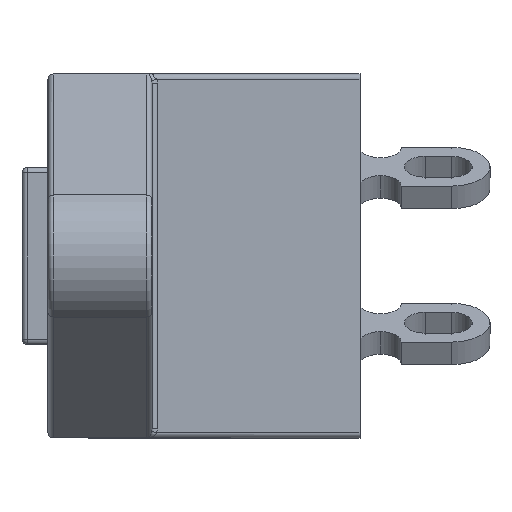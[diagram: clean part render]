
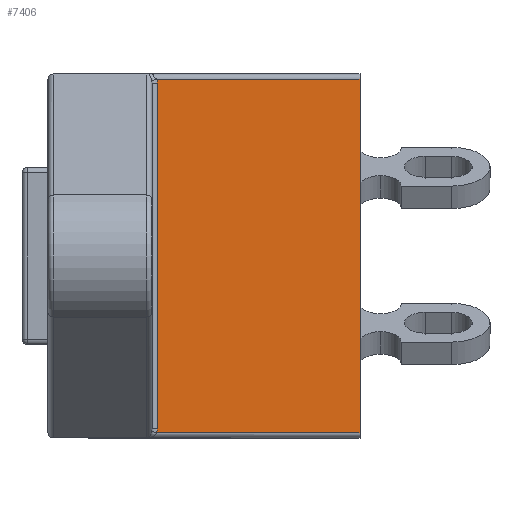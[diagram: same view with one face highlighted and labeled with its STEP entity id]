
A CAD part, left-side view. The second image highlights one B-rep face of the part: STEP entity #7406.
In plain terms, the highlighted planar face has unit normal (-1, 0, 0).
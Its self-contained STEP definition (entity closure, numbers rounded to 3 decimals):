
#162 = EDGE_CURVE ( 'NONE', #6877, #1211, #6398, .T. ) ;
#379 = CARTESIAN_POINT ( 'NONE',  ( -11.5, -8., 6.8 ) ) ;
#487 = ORIENTED_EDGE ( 'NONE', *, *, #5484, .T. ) ;
#610 = VERTEX_POINT ( 'NONE', #379 ) ;
#827 = VERTEX_POINT ( 'NONE', #7829 ) ;
#1042 = LINE ( 'NONE', #5415, #7486 ) ;
#1124 = AXIS2_PLACEMENT_3D ( 'NONE', #8418, #7225, #4436 ) ;
#1211 = VERTEX_POINT ( 'NONE', #2539 ) ;
#1241 = ORIENTED_EDGE ( 'NONE', *, *, #3548, .F. ) ;
#1319 = ORIENTED_EDGE ( 'NONE', *, *, #7377, .T. ) ;
#1431 = VERTEX_POINT ( 'NONE', #2810 ) ;
#1665 = ORIENTED_EDGE ( 'NONE', *, *, #7722, .T. ) ;
#2239 = CARTESIAN_POINT ( 'NONE',  ( -11.5, -0.2, 6.65 ) ) ;
#2268 = CARTESIAN_POINT ( 'NONE',  ( -11.5, -0.2, 6.701 ) ) ;
#2435 = CARTESIAN_POINT ( 'NONE',  ( -11.5, -8., 6.8 ) ) ;
#2472 = CARTESIAN_POINT ( 'NONE',  ( -11.5, -0.179, -6.8 ) ) ;
#2539 = CARTESIAN_POINT ( 'NONE',  ( -11.5, -8., -6.8 ) ) ;
#2614 =( BOUNDED_CURVE ( )  B_SPLINE_CURVE ( 3, ( #3631, #3605, #2268, #2239 ),
 .UNSPECIFIED., .F., .F. ) 
 B_SPLINE_CURVE_WITH_KNOTS ( ( 4, 4 ),
 ( 1.242, 1.571 ),
 .UNSPECIFIED. ) 
 CURVE ( )  GEOMETRIC_REPRESENTATION_ITEM ( )  RATIONAL_B_SPLINE_CURVE ( ( 1., 0.991, 0.991, 1. ) ) 
 REPRESENTATION_ITEM ( '' )  );
#2762 = FACE_OUTER_BOUND ( 'NONE', #6711, .T. ) ;
#2810 = CARTESIAN_POINT ( 'NONE',  ( -11.5, -0.2, -6.65 ) ) ;
#2935 = ORIENTED_EDGE ( 'NONE', *, *, #162, .T. ) ;
#3046 = VECTOR ( 'NONE', #4478, 1000. ) ;
#3380 = CARTESIAN_POINT ( 'NONE',  ( -11.5, -0.179, 6.8 ) ) ;
#3468 = DIRECTION ( 'NONE',  ( 0., 0., -1. ) ) ;
#3548 = EDGE_CURVE ( 'NONE', #610, #1211, #1042, .T. ) ;
#3605 = CARTESIAN_POINT ( 'NONE',  ( -11.5, -0.193, 6.752 ) ) ;
#3631 = CARTESIAN_POINT ( 'NONE',  ( -11.5, -0.179, 6.8 ) ) ;
#3694 = VECTOR ( 'NONE', #4492, 1000. ) ;
#3772 = CARTESIAN_POINT ( 'NONE',  ( -11.5, -8., -6.8 ) ) ;
#4198 = CARTESIAN_POINT ( 'NONE',  ( -11.5, -0.2, -6.768 ) ) ;
#4233 =( BOUNDED_CURVE ( )  B_SPLINE_CURVE ( 3, ( #7141, #5118, #5090, #2472 ),
 .UNSPECIFIED., .F., .F. ) 
 B_SPLINE_CURVE_WITH_KNOTS ( ( 4, 4 ),
 ( 1.571, 1.899 ),
 .UNSPECIFIED. ) 
 CURVE ( )  GEOMETRIC_REPRESENTATION_ITEM ( )  RATIONAL_B_SPLINE_CURVE ( ( 1., 0.991, 0.991, 1. ) ) 
 REPRESENTATION_ITEM ( '' )  );
#4436 = DIRECTION ( 'NONE',  ( 0., 0., -1. ) ) ;
#4478 = DIRECTION ( 'NONE',  ( 0., -1., 0. ) ) ;
#4492 = DIRECTION ( 'NONE',  ( 0., 1., 0. ) ) ;
#4539 = LINE ( 'NONE', #2435, #3694 ) ;
#4613 = ORIENTED_EDGE ( 'NONE', *, *, #5749, .T. ) ;
#4986 = VERTEX_POINT ( 'NONE', #3380 ) ;
#5090 = CARTESIAN_POINT ( 'NONE',  ( -11.5, -0.193, -6.752 ) ) ;
#5118 = CARTESIAN_POINT ( 'NONE',  ( -11.5, -0.2, -6.701 ) ) ;
#5415 = CARTESIAN_POINT ( 'NONE',  ( -11.5, -8., -7. ) ) ;
#5484 = EDGE_CURVE ( 'NONE', #1431, #6877, #4233, .T. ) ;
#5749 = EDGE_CURVE ( 'NONE', #827, #1431, #6695, .T. ) ;
#6398 = LINE ( 'NONE', #3772, #3046 ) ;
#6642 = DIRECTION ( 'NONE',  ( 0., 0., -1. ) ) ;
#6664 = CARTESIAN_POINT ( 'NONE',  ( -11.5, -0.179, -6.8 ) ) ;
#6695 = LINE ( 'NONE', #4198, #7624 ) ;
#6711 = EDGE_LOOP ( 'NONE', ( #1319, #1665, #4613, #487, #2935, #1241 ) ) ;
#6877 = VERTEX_POINT ( 'NONE', #6664 ) ;
#7141 = CARTESIAN_POINT ( 'NONE',  ( -11.5, -0.2, -6.65 ) ) ;
#7225 = DIRECTION ( 'NONE',  ( 1., 0., 0. ) ) ;
#7377 = EDGE_CURVE ( 'NONE', #610, #4986, #4539, .T. ) ;
#7406 = ADVANCED_FACE ( 'NONE', ( #2762 ), #7756, .F. ) ;
#7486 = VECTOR ( 'NONE', #6642, 1000. ) ;
#7624 = VECTOR ( 'NONE', #3468, 1000. ) ;
#7722 = EDGE_CURVE ( 'NONE', #4986, #827, #2614, .T. ) ;
#7756 = PLANE ( 'NONE',  #1124 ) ;
#7829 = CARTESIAN_POINT ( 'NONE',  ( -11.5, -0.2, 6.65 ) ) ;
#8418 = CARTESIAN_POINT ( 'NONE',  ( -11.5, -8., -7. ) ) ;
